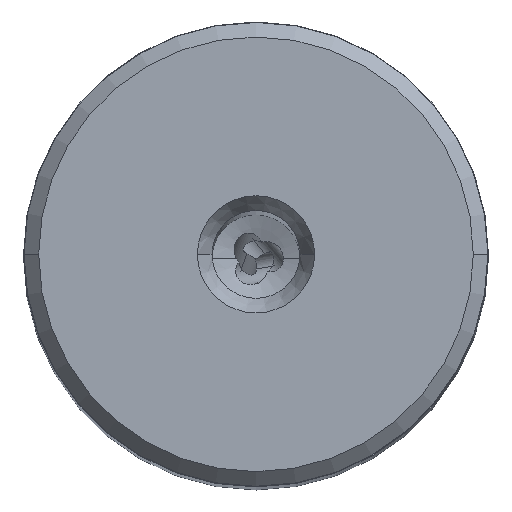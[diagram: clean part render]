
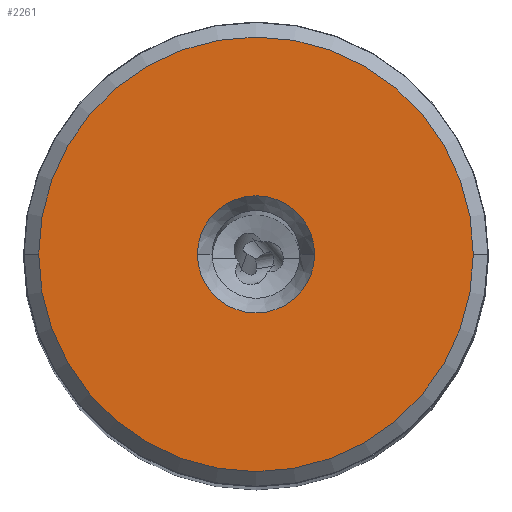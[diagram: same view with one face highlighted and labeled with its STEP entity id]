
A CAD part, top view. The second image highlights one B-rep face of the part: STEP entity #2261.
In plain terms, the highlighted planar face has unit normal (0, 0, 1).
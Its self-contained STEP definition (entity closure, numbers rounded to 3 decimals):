
#251=PLANE('',#12249);
#393=FACE_BOUND('',#3564,.T.);
#394=FACE_BOUND('',#3565,.T.);
#2261=ADVANCED_FACE('',(#393,#394),#251,.T.);
#3564=EDGE_LOOP('',(#5900,#5901,#5902,#5903));
#3565=EDGE_LOOP('',(#5904,#5905));
#5900=ORIENTED_EDGE('',*,*,#9807,.T.);
#5901=ORIENTED_EDGE('',*,*,#9808,.T.);
#5902=ORIENTED_EDGE('',*,*,#9809,.T.);
#5903=ORIENTED_EDGE('',*,*,#9810,.F.);
#5904=ORIENTED_EDGE('',*,*,#9804,.T.);
#5905=ORIENTED_EDGE('',*,*,#9806,.T.);
#8382=VERTEX_POINT('',#22244);
#8383=VERTEX_POINT('',#22246);
#8384=VERTEX_POINT('',#22252);
#8385=VERTEX_POINT('',#22253);
#8386=VERTEX_POINT('',#22255);
#8387=VERTEX_POINT('',#22257);
#9804=EDGE_CURVE('',#8383,#8382,#10941,.T.);
#9806=EDGE_CURVE('',#8382,#8383,#10942,.T.);
#9807=EDGE_CURVE('',#8384,#8385,#10943,.T.);
#9808=EDGE_CURVE('',#8385,#8386,#10944,.T.);
#9809=EDGE_CURVE('',#8386,#8387,#10945,.T.);
#9810=EDGE_CURVE('',#8384,#8387,#10946,.T.);
#10941=CIRCLE('',#12241,4.);
#10942=CIRCLE('',#12243,4.);
#10943=CIRCLE('',#12245,14.84);
#10944=CIRCLE('',#12246,14.84);
#10945=CIRCLE('',#12247,14.84);
#10946=CIRCLE('',#12248,14.84);
#12241=AXIS2_PLACEMENT_3D('',#22245,#14490,#14491);
#12243=AXIS2_PLACEMENT_3D('',#22249,#14495,#14496);
#12245=AXIS2_PLACEMENT_3D('',#22251,#14499,#14500);
#12246=AXIS2_PLACEMENT_3D('',#22254,#14501,#14502);
#12247=AXIS2_PLACEMENT_3D('',#22256,#14503,#14504);
#12248=AXIS2_PLACEMENT_3D('',#22258,#14505,#14506);
#12249=AXIS2_PLACEMENT_3D('',#22259,#14507,#14508);
#14490=DIRECTION('',(0.,0.,-1.));
#14491=DIRECTION('',(1.,0.,0.));
#14495=DIRECTION('',(0.,0.,-1.));
#14496=DIRECTION('',(-1.,0.,0.));
#14499=DIRECTION('',(0.,0.,1.));
#14500=DIRECTION('',(-1.,0.,0.));
#14501=DIRECTION('',(0.,0.,1.));
#14502=DIRECTION('',(-1.,0.,0.));
#14503=DIRECTION('',(0.,0.,1.));
#14504=DIRECTION('',(1.,-0.002,0.));
#14505=DIRECTION('',(0.,0.,-1.));
#14506=DIRECTION('',(1.,0.,0.));
#14507=DIRECTION('',(0.,0.,1.));
#14508=DIRECTION('',(1.,0.,0.));
#22244=CARTESIAN_POINT('',(-4.,0.,0.));
#22245=CARTESIAN_POINT('',(0.,0.,0.));
#22246=CARTESIAN_POINT('',(4.,0.,0.));
#22249=CARTESIAN_POINT('',(0.,0.,0.));
#22251=CARTESIAN_POINT('',(0.,0.,0.));
#22252=CARTESIAN_POINT('',(-14.84,0.023,0.));
#22253=CARTESIAN_POINT('',(-14.84,0.,0.));
#22254=CARTESIAN_POINT('',(0.,0.,0.));
#22255=CARTESIAN_POINT('',(14.84,-0.023,0.));
#22256=CARTESIAN_POINT('',(0.,0.,0.));
#22257=CARTESIAN_POINT('',(14.84,0.,0.));
#22258=CARTESIAN_POINT('',(0.,0.,0.));
#22259=CARTESIAN_POINT('',(0.,0.,0.));
